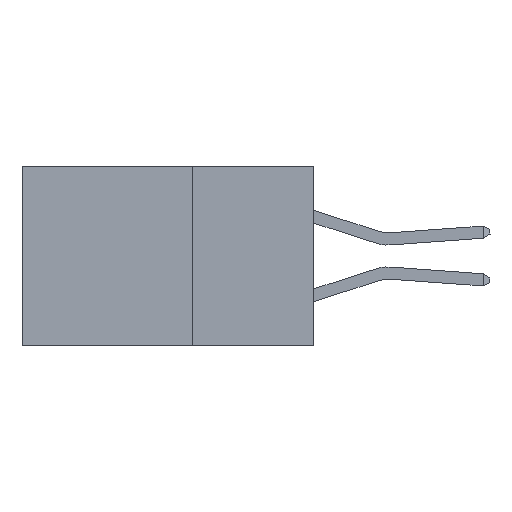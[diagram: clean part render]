
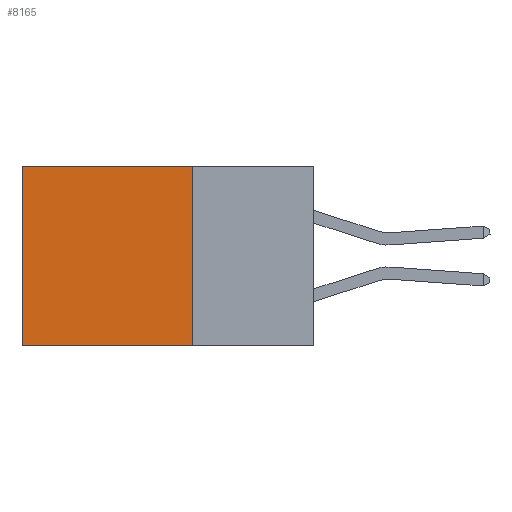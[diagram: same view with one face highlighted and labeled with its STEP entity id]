
A CAD part, left-side view. The second image highlights one B-rep face of the part: STEP entity #8165.
In plain terms, the highlighted planar face has unit normal (-1, 0, 0).
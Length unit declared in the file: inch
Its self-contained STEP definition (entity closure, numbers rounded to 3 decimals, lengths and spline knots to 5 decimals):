
#296 = FACE_OUTER_BOUND ( 'NONE', #6380, .T. ) ;
#370 = CARTESIAN_POINT ( 'NONE',  ( 0.2875, 0.25, -0.37 ) ) ;
#548 = EDGE_CURVE ( 'NONE', #582, #17222, #16940, .T. ) ;
#582 = VERTEX_POINT ( 'NONE', #5876 ) ;
#1612 = LINE ( 'NONE', #10408, #3874 ) ;
#2148 = DIRECTION ( 'NONE',  ( 0., 1., 0. ) ) ;
#2648 = ORIENTED_EDGE ( 'NONE', *, *, #548, .F. ) ;
#2775 = DIRECTION ( 'NONE',  ( 0., 0., -1. ) ) ;
#3874 = VECTOR ( 'NONE', #4975, 39.37008 ) ;
#4326 = CARTESIAN_POINT ( 'NONE',  ( 0.2875, 0.6, 0. ) ) ;
#4403 = EDGE_CURVE ( 'NONE', #17353, #582, #1612, .T. ) ;
#4526 = AXIS2_PLACEMENT_3D ( 'NONE', #11121, #20355, #20000 ) ;
#4836 = CARTESIAN_POINT ( 'NONE',  ( 0.2875, 0.25, 0. ) ) ;
#4975 = DIRECTION ( 'NONE',  ( 0., 0., -1. ) ) ;
#5143 = CARTESIAN_POINT ( 'NONE',  ( 0.2875, 0.25, 0. ) ) ;
#5627 = LINE ( 'NONE', #5143, #8712 ) ;
#5876 = CARTESIAN_POINT ( 'NONE',  ( 0.2875, 0.25, -0.37 ) ) ;
#6380 = EDGE_LOOP ( 'NONE', ( #7959, #2648, #16575, #18864 ) ) ;
#7614 = VERTEX_POINT ( 'NONE', #23515 ) ;
#7959 = ORIENTED_EDGE ( 'NONE', *, *, #9665, .T. ) ;
#8165 = ADVANCED_FACE ( 'NONE', ( #296 ), #21818, .F. ) ;
#8568 = CARTESIAN_POINT ( 'NONE',  ( 0.2875, 0.6, -0.37 ) ) ;
#8712 = VECTOR ( 'NONE', #14539, 39.37008 ) ;
#9665 = EDGE_CURVE ( 'NONE', #7614, #17222, #20819, .T. ) ;
#10408 = CARTESIAN_POINT ( 'NONE',  ( 0.2875, 0.25, 0. ) ) ;
#11121 = CARTESIAN_POINT ( 'NONE',  ( 0.2875, 0.25, 0. ) ) ;
#14539 = DIRECTION ( 'NONE',  ( 0., 1., 0. ) ) ;
#16575 = ORIENTED_EDGE ( 'NONE', *, *, #4403, .F. ) ;
#16940 = LINE ( 'NONE', #370, #17434 ) ;
#17222 = VERTEX_POINT ( 'NONE', #8568 ) ;
#17353 = VERTEX_POINT ( 'NONE', #4836 ) ;
#17434 = VECTOR ( 'NONE', #2148, 39.37008 ) ;
#18864 = ORIENTED_EDGE ( 'NONE', *, *, #19682, .T. ) ;
#19682 = EDGE_CURVE ( 'NONE', #17353, #7614, #5627, .T. ) ;
#20000 = DIRECTION ( 'NONE',  ( 0., 0., -1. ) ) ;
#20355 = DIRECTION ( 'NONE',  ( 1., 0., 0. ) ) ;
#20819 = LINE ( 'NONE', #4326, #22761 ) ;
#21818 = PLANE ( 'NONE',  #4526 ) ;
#22761 = VECTOR ( 'NONE', #2775, 39.37008 ) ;
#23515 = CARTESIAN_POINT ( 'NONE',  ( 0.2875, 0.6, 0. ) ) ;
